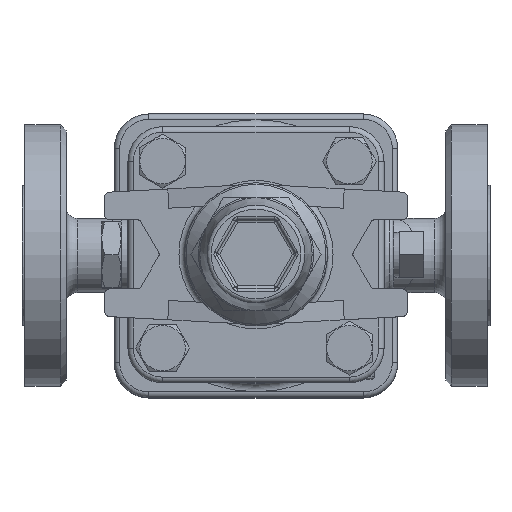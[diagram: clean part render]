
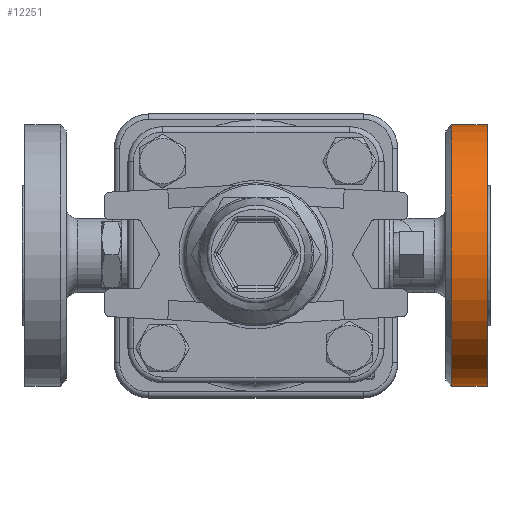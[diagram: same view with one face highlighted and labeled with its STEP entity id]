
A CAD part, top view. The second image highlights one B-rep face of the part: STEP entity #12251.
In plain terms, the highlighted cylindrical face has radius 47.5 mm (diameter 95 mm), a full revolution.
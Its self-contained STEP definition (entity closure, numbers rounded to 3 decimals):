
#699=CYLINDRICAL_SURFACE('',#13548,47.5);
#1070=FACE_BOUND('',#3511,.T.);
#1740=CIRCLE('',#13540,47.5);
#1747=CIRCLE('',#13549,47.5);
#2524=FACE_OUTER_BOUND('',#3510,.T.);
#3510=EDGE_LOOP('',(#11063));
#3511=EDGE_LOOP('',(#11064));
#6002=VERTEX_POINT('',#37019);
#6009=VERTEX_POINT('',#37035);
#7707=EDGE_CURVE('',#6002,#6002,#1740,.T.);
#7714=EDGE_CURVE('',#6009,#6009,#1747,.T.);
#11063=ORIENTED_EDGE('',*,*,#7714,.T.);
#11064=ORIENTED_EDGE('',*,*,#7707,.F.);
#12251=ADVANCED_FACE('',(#2524,#1070),#699,.T.);
#13540=AXIS2_PLACEMENT_3D('',#37020,#16764,#16765);
#13548=AXIS2_PLACEMENT_3D('',#37034,#16780,#16781);
#13549=AXIS2_PLACEMENT_3D('',#37036,#16782,#16783);
#16764=DIRECTION('center_axis',(-1.,0.,0.));
#16765=DIRECTION('ref_axis',(0.,0.,-1.));
#16780=DIRECTION('center_axis',(1.,0.,0.));
#16781=DIRECTION('ref_axis',(0.,0.,-1.));
#16782=DIRECTION('center_axis',(-1.,0.,0.));
#16783=DIRECTION('ref_axis',(0.,0.,-1.));
#37019=CARTESIAN_POINT('',(71.,0.,125.5));
#37020=CARTESIAN_POINT('Origin',(71.,0.,78.));
#37034=CARTESIAN_POINT('Origin',(85.,0.,78.));
#37035=CARTESIAN_POINT('',(84.,0.,125.5));
#37036=CARTESIAN_POINT('Origin',(84.,0.,78.));
